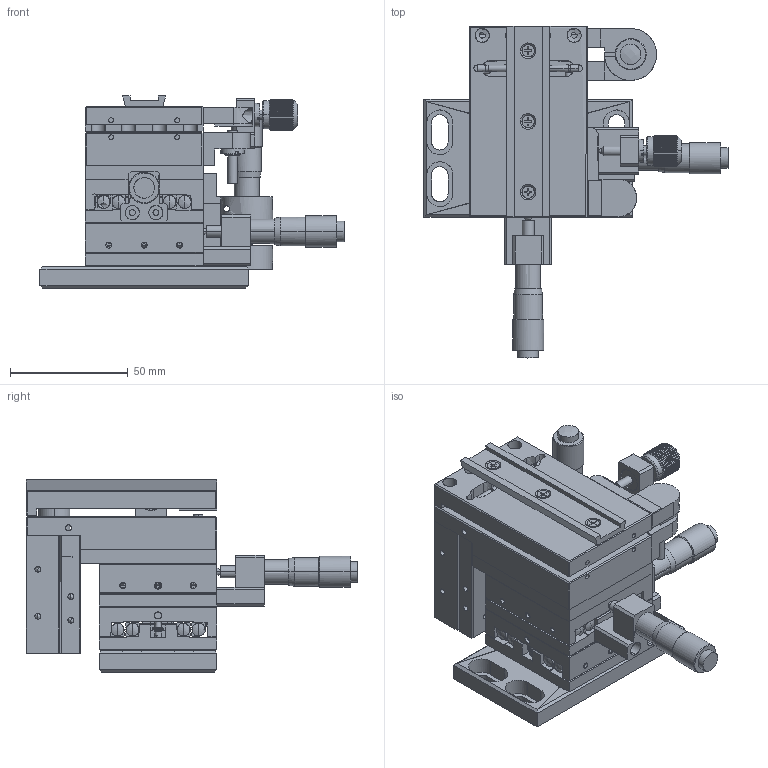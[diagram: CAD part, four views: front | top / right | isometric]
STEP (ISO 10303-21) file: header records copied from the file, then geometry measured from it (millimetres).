
FILE_DESCRIPTION (( 'STEP AP203' ), '1' );
FILE_NAME ('1.STEP', '2021-12-02T05:40:01', ( '' ), ( '' ), 'SwSTEP 2.0', 'SolidWorks 2020', '' );
FILE_SCHEMA (( 'CONFIG_CONTROL_DESIGN' ));
Length unit declared in the file: millimetre
Products named in the file (1): 1
Bounding box: 129.02 x 140.82 x 81.5 mm (x, y, z)
Surface area: 103522.2 mm2 (no closed solid volume)
Topology: 0 solids, 78 shells, 1195 faces, 4006 edges, 2763 vertices
Faces by surface type: bspline 1195
Entity records: 60236 total; most frequent: CARTESIAN_POINT 38809, ORIENTED_EDGE 6606, EDGE_CURVE 3887, B_SPLINE_CURVE_WITH_KNOTS 3014, VERTEX_POINT 2755, EDGE_LOOP 1533, ADVANCED_FACE 1195, FACE_OUTER_BOUND 1194
